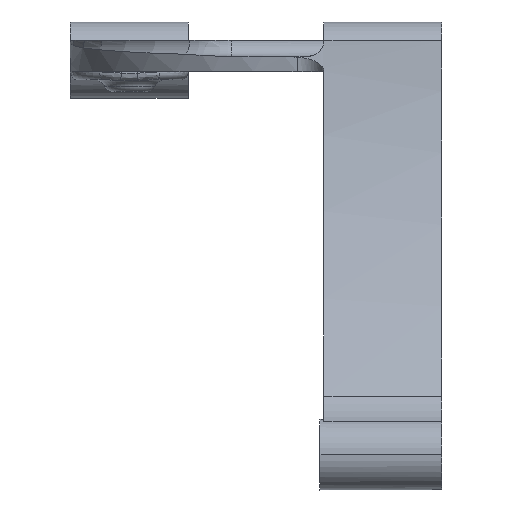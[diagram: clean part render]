
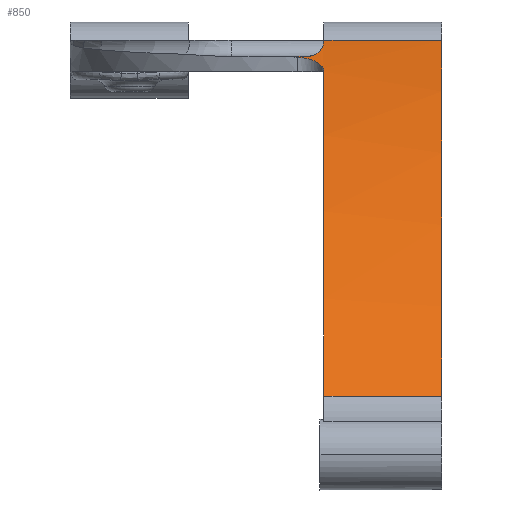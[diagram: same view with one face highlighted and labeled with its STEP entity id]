
A CAD part, left-side view. The second image highlights one B-rep face of the part: STEP entity #850.
In plain terms, the highlighted cylindrical face has radius 297.049 mm (diameter 594.097 mm), a partial arc.
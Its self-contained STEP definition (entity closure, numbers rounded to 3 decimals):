
#20 = DIRECTION ( 'NONE',  ( 0., -1., 0. ) ) ;
#37 = DIRECTION ( 'NONE',  ( 0., -1., 0. ) ) ;
#150 = VECTOR ( 'NONE', #2419, 1000. ) ;
#163 = ORIENTED_EDGE ( 'NONE', *, *, #6852, .T. ) ;
#164 = B_SPLINE_CURVE_WITH_KNOTS ( 'NONE', 3,
 ( #2647, #5022, #6201, #918, #6779, #2759, #5673, #4330, #372, #6672, #1533, #3857, #3751, #4403, #6097, #5630, #3187, #5522, #265, #2610, #4947, #3257 ),
 .UNSPECIFIED., .F., .F.,
 ( 4, 2, 2, 2, 2, 2, 2, 2, 2, 2, 4 ),
 ( 0., 0.001, 0.002, 0.003, 0.004, 0.006, 0.007, 0.008, 0.009, 0.01, 0.012 ),
 .UNSPECIFIED. ) ;
#224 = EDGE_CURVE ( 'NONE', #7032, #6416, #5280, .T. ) ;
#265 = CARTESIAN_POINT ( 'NONE',  ( -73.664, -27.056, -3.081 ) ) ;
#372 = CARTESIAN_POINT ( 'NONE',  ( -69.047, -24.039, -0.918 ) ) ;
#461 = VERTEX_POINT ( 'NONE', #5650 ) ;
#560 = CARTESIAN_POINT ( 'NONE',  ( 54.627, -57.25, -270.997 ) ) ;
#610 = CARTESIAN_POINT ( 'NONE',  ( -178.185, -42.25, -86.508 ) ) ;
#850 = ADVANCED_FACE ( 'NONE', ( #7441 ), #4437, .T. ) ;
#918 = CARTESIAN_POINT ( 'NONE',  ( -67.994, -22.099, -0.439 ) ) ;
#922 = VERTEX_POINT ( 'NONE', #1113 ) ;
#927 = EDGE_CURVE ( 'NONE', #5931, #7032, #6782, .T. ) ;
#949 = CARTESIAN_POINT ( 'NONE',  ( -65.668, -25.368, 0.604 ) ) ;
#954 = DIRECTION ( 'NONE',  ( 0., -1., 0. ) ) ;
#987 = CARTESIAN_POINT ( 'NONE',  ( -65.852, -25.233, 0.522 ) ) ;
#1113 = CARTESIAN_POINT ( 'NONE',  ( -178.185, -27.25, -86.508 ) ) ;
#1137 = VERTEX_POINT ( 'NONE', #7520 ) ;
#1172 = EDGE_CURVE ( 'NONE', #1137, #1664, #7584, .T. ) ;
#1522 = CARTESIAN_POINT ( 'NONE',  ( -67.558, -20.413, -0.242 ) ) ;
#1533 = CARTESIAN_POINT ( 'NONE',  ( -70.013, -25.116, -1.363 ) ) ;
#1605 = EDGE_CURVE ( 'NONE', #1137, #7124, #4099, .T. ) ;
#1664 = VERTEX_POINT ( 'NONE', #5369 ) ;
#1679 = AXIS2_PLACEMENT_3D ( 'NONE', #3328, #6772, #5050 ) ;
#2097 = CARTESIAN_POINT ( 'NONE',  ( -62.13, -26.822, 2.145 ) ) ;
#2182 = CARTESIAN_POINT ( 'NONE',  ( 54.627, -42.25, -270.997 ) ) ;
#2361 = ORIENTED_EDGE ( 'NONE', *, *, #224, .F. ) ;
#2419 = DIRECTION ( 'NONE',  ( 0., 1., 0. ) ) ;
#2511 = ORIENTED_EDGE ( 'NONE', *, *, #3724, .T. ) ;
#2610 = CARTESIAN_POINT ( 'NONE',  ( -74.563, -27.211, -3.513 ) ) ;
#2647 = CARTESIAN_POINT ( 'NONE',  ( -67.558, -20.413, -0.242 ) ) ;
#2708 = CARTESIAN_POINT ( 'NONE',  ( -61.253, -26.985, 2.518 ) ) ;
#2751 = CARTESIAN_POINT ( 'NONE',  ( -58.588, -27.25, 3.632 ) ) ;
#2759 = CARTESIAN_POINT ( 'NONE',  ( -68.29, -22.78, -0.573 ) ) ;
#2831 = DIRECTION ( 'NONE',  ( 0., -1., 0. ) ) ;
#3187 = CARTESIAN_POINT ( 'NONE',  ( -72.579, -26.711, -2.564 ) ) ;
#3257 = CARTESIAN_POINT ( 'NONE',  ( -75.474, -27.25, -3.955 ) ) ;
#3286 = CARTESIAN_POINT ( 'NONE',  ( -66.967, -23.743, 0.024 ) ) ;
#3292 = DIRECTION ( 'NONE',  ( 1., 0., 0. ) ) ;
#3328 = CARTESIAN_POINT ( 'NONE',  ( 54.627, -27.25, -270.997 ) ) ;
#3367 = CARTESIAN_POINT ( 'NONE',  ( -64.69, -25.947, 1.035 ) ) ;
#3440 = CARTESIAN_POINT ( 'NONE',  ( -57.686, -27.25, 4. ) ) ;
#3509 = CIRCLE ( 'NONE', #1679, 297.049 ) ;
#3724 = EDGE_CURVE ( 'NONE', #922, #1664, #4139, .T. ) ;
#3751 = CARTESIAN_POINT ( 'NONE',  ( -71.127, -25.982, -1.88 ) ) ;
#3784 = B_SPLINE_CURVE_WITH_KNOTS ( 'NONE', 3,
 ( #3440, #2751, #6193, #2708, #2097, #5086, #6857, #3367, #3931, #949, #987, #4008, #5742, #6277, #7353, #3286, #5163, #4432 ),
 .UNSPECIFIED., .F., .F.,
 ( 4, 2, 2, 2, 2, 2, 2, 2, 4 ),
 ( 0., 0.003, 0.006, 0.007, 0.009, 0.009, 0.01, 0.011, 0.012 ),
 .UNSPECIFIED. ) ;
#3857 = CARTESIAN_POINT ( 'NONE',  ( -70.741, -25.717, -1.7 ) ) ;
#3931 = CARTESIAN_POINT ( 'NONE',  ( -65.097, -25.741, 0.856 ) ) ;
#4008 = CARTESIAN_POINT ( 'NONE',  ( -66.203, -24.93, 0.366 ) ) ;
#4099 = LINE ( 'NONE', #6441, #150 ) ;
#4105 = ORIENTED_EDGE ( 'NONE', *, *, #1172, .F. ) ;
#4139 = LINE ( 'NONE', #610, #6343 ) ;
#4195 = AXIS2_PLACEMENT_3D ( 'NONE', #2182, #954, #3292 ) ;
#4330 = CARTESIAN_POINT ( 'NONE',  ( -68.769, -23.642, -0.791 ) ) ;
#4403 = CARTESIAN_POINT ( 'NONE',  ( -71.736, -26.327, -2.166 ) ) ;
#4432 = CARTESIAN_POINT ( 'NONE',  ( -67.021, -23.25, 0. ) ) ;
#4437 = CYLINDRICAL_SURFACE ( 'NONE', #4195, 297.049 ) ;
#4628 = AXIS2_PLACEMENT_3D ( 'NONE', #560, #2831, #5170 ) ;
#4671 = CARTESIAN_POINT ( 'NONE',  ( -67.404, -19.362, -0.172 ) ) ;
#4947 = CARTESIAN_POINT ( 'NONE',  ( -75.018, -27.25, -3.733 ) ) ;
#5022 = CARTESIAN_POINT ( 'NONE',  ( -67.632, -20.914, -0.275 ) ) ;
#5044 = VECTOR ( 'NONE', #20, 1000. ) ;
#5050 = DIRECTION ( 'NONE',  ( -0.378, 0., 0.926 ) ) ;
#5086 = CARTESIAN_POINT ( 'NONE',  ( -63.429, -26.446, 1.584 ) ) ;
#5163 = CARTESIAN_POINT ( 'NONE',  ( -67.021, -23.498, 0. ) ) ;
#5170 = DIRECTION ( 'NONE',  ( -0.378, 0., 0.926 ) ) ;
#5280 = LINE ( 'NONE', #5348, #5044 ) ;
#5348 = CARTESIAN_POINT ( 'NONE',  ( -67.021, -17.25, 0. ) ) ;
#5369 = CARTESIAN_POINT ( 'NONE',  ( -178.185, -57.25, -86.508 ) ) ;
#5387 = EDGE_CURVE ( 'NONE', #461, #922, #3509, .T. ) ;
#5441 = EDGE_CURVE ( 'NONE', #7124, #6416, #3784, .T. ) ;
#5522 = CARTESIAN_POINT ( 'NONE',  ( -73.224, -26.941, -2.87 ) ) ;
#5630 = CARTESIAN_POINT ( 'NONE',  ( -72.366, -26.625, -2.463 ) ) ;
#5650 = CARTESIAN_POINT ( 'NONE',  ( -75.474, -27.25, -3.955 ) ) ;
#5673 = CARTESIAN_POINT ( 'NONE',  ( -68.404, -23.002, -0.625 ) ) ;
#5742 = CARTESIAN_POINT ( 'NONE',  ( -66.369, -24.763, 0.292 ) ) ;
#5785 = CARTESIAN_POINT ( 'NONE',  ( -67.558, -20.413, -0.242 ) ) ;
#5824 = CARTESIAN_POINT ( 'NONE',  ( -67.225, -18.316, -0.092 ) ) ;
#5931 = VERTEX_POINT ( 'NONE', #1522 ) ;
#6097 = CARTESIAN_POINT ( 'NONE',  ( -71.945, -26.433, -2.264 ) ) ;
#6140 = ORIENTED_EDGE ( 'NONE', *, *, #1605, .T. ) ;
#6193 = CARTESIAN_POINT ( 'NONE',  ( -59.481, -27.2, 3.262 ) ) ;
#6201 = CARTESIAN_POINT ( 'NONE',  ( -67.751, -21.398, -0.329 ) ) ;
#6277 = CARTESIAN_POINT ( 'NONE',  ( -66.661, -24.392, 0.162 ) ) ;
#6343 = VECTOR ( 'NONE', #37, 1000. ) ;
#6416 = VERTEX_POINT ( 'NONE', #7306 ) ;
#6441 = CARTESIAN_POINT ( 'NONE',  ( -57.686, -27.25, 4. ) ) ;
#6477 = CARTESIAN_POINT ( 'NONE',  ( -67.021, -17.272, 0. ) ) ;
#6480 = CARTESIAN_POINT ( 'NONE',  ( -57.686, -27.25, 4. ) ) ;
#6529 = EDGE_LOOP ( 'NONE', ( #7582, #2511, #4105, #6140, #7458, #2361, #6766, #163 ) ) ;
#6672 = CARTESIAN_POINT ( 'NONE',  ( -69.668, -24.775, -1.204 ) ) ;
#6766 = ORIENTED_EDGE ( 'NONE', *, *, #927, .F. ) ;
#6772 = DIRECTION ( 'NONE',  ( 0., -1., 0. ) ) ;
#6779 = CARTESIAN_POINT ( 'NONE',  ( -68.086, -22.329, -0.48 ) ) ;
#6782 = B_SPLINE_CURVE_WITH_KNOTS ( 'NONE', 3,
 ( #5785, #4671, #5824, #6477 ),
 .UNSPECIFIED., .F., .F.,
 ( 4, 4 ),
 ( 0.007, 0.01 ),
 .UNSPECIFIED. ) ;
#6852 = EDGE_CURVE ( 'NONE', #5931, #461, #164, .T. ) ;
#6857 = CARTESIAN_POINT ( 'NONE',  ( -63.857, -26.299, 1.399 ) ) ;
#7032 = VERTEX_POINT ( 'NONE', #7522 ) ;
#7124 = VERTEX_POINT ( 'NONE', #6480 ) ;
#7306 = CARTESIAN_POINT ( 'NONE',  ( -67.021, -23.25, 0. ) ) ;
#7353 = CARTESIAN_POINT ( 'NONE',  ( -66.788, -24.186, 0.105 ) ) ;
#7441 = FACE_OUTER_BOUND ( 'NONE', #6529, .T. ) ;
#7458 = ORIENTED_EDGE ( 'NONE', *, *, #5441, .T. ) ;
#7520 = CARTESIAN_POINT ( 'NONE',  ( -57.686, -57.25, 4. ) ) ;
#7522 = CARTESIAN_POINT ( 'NONE',  ( -67.021, -17.272, 0. ) ) ;
#7582 = ORIENTED_EDGE ( 'NONE', *, *, #5387, .T. ) ;
#7584 = CIRCLE ( 'NONE', #4628, 297.049 ) ;
